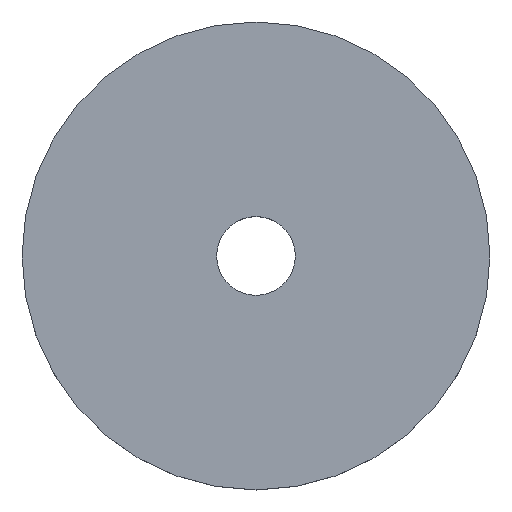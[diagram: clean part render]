
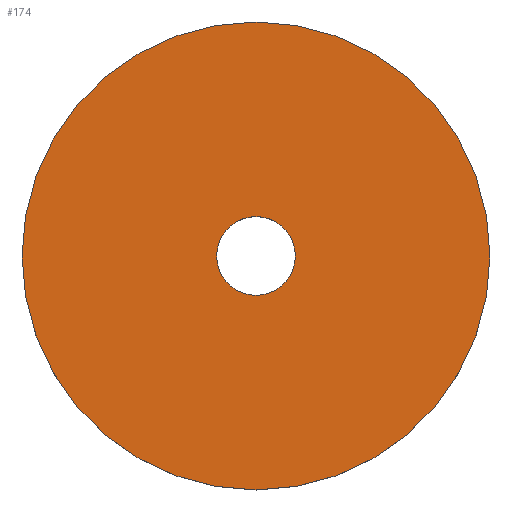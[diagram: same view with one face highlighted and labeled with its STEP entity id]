
A CAD part, top view. The second image highlights one B-rep face of the part: STEP entity #174.
In plain terms, the highlighted planar face has unit normal (0, 0, 1).
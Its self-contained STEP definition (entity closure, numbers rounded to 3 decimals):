
#17=FACE_BOUND('',#47,.T.);
#24=PLANE('',#206);
#34=FACE_OUTER_BOUND('',#46,.T.);
#46=EDGE_LOOP('',(#154));
#47=EDGE_LOOP('',(#155));
#81=CIRCLE('',#201,5.);
#83=CIRCLE('',#204,29.717);
#95=VERTEX_POINT('',#292);
#97=VERTEX_POINT('',#298);
#114=EDGE_CURVE('',#95,#95,#81,.T.);
#117=EDGE_CURVE('',#97,#97,#83,.F.);
#154=ORIENTED_EDGE('',*,*,#117,.T.);
#155=ORIENTED_EDGE('',*,*,#114,.T.);
#174=ADVANCED_FACE('',(#34,#17),#24,.T.);
#201=AXIS2_PLACEMENT_3D('',#293,#243,#244);
#204=AXIS2_PLACEMENT_3D('',#299,#250,#251);
#206=AXIS2_PLACEMENT_3D('',#303,#255,#256);
#243=DIRECTION('center_axis',(0.,0.,-1.));
#244=DIRECTION('ref_axis',(1.,0.,0.));
#250=DIRECTION('center_axis',(0.,0.,-1.));
#251=DIRECTION('ref_axis',(1.,0.,0.));
#255=DIRECTION('center_axis',(0.,0.,1.));
#256=DIRECTION('ref_axis',(1.,0.,0.));
#292=CARTESIAN_POINT('',(-5.,0.,5.));
#293=CARTESIAN_POINT('Origin',(0.,0.,5.));
#298=CARTESIAN_POINT('',(-29.717,0.,5.));
#299=CARTESIAN_POINT('Origin',(0.,0.,5.));
#303=CARTESIAN_POINT('Origin',(0.,0.,5.));
